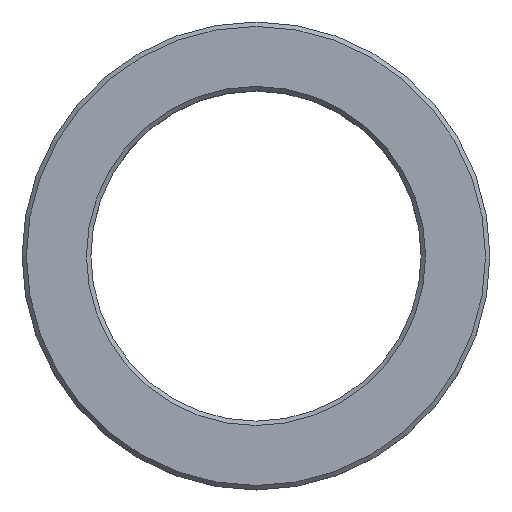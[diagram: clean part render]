
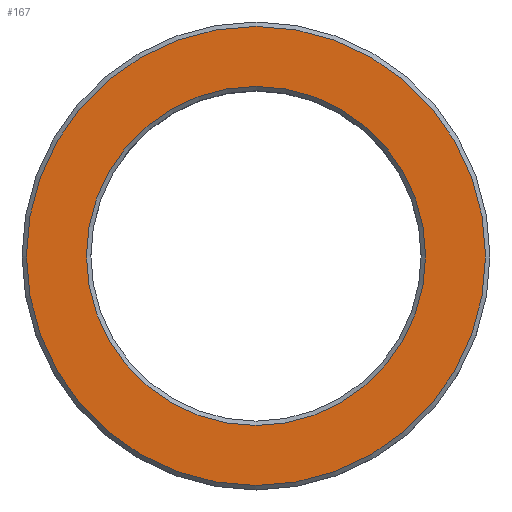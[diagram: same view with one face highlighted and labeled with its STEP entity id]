
A CAD part, top view. The second image highlights one B-rep face of the part: STEP entity #167.
In plain terms, the highlighted planar face has unit normal (0, 0, 1).
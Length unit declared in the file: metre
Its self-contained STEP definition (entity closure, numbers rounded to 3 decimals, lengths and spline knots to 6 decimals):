
#167=ADVANCED_FACE('',(#211,#212),#213,.T.);
#211=FACE_BOUND('',#4783,.T.);
#212=FACE_OUTER_BOUND('',#4784,.T.);
#213=PLANE('',#4785);
#4783=EDGE_LOOP('',(#9394));
#4784=EDGE_LOOP('',(#9395));
#4785=AXIS2_PLACEMENT_3D('',#9396,#9397,#9398);
#9394=ORIENTED_EDGE('',*,*,#9431,.T.);
#9395=ORIENTED_EDGE('',*,*,#9422,.F.);
#9396=CARTESIAN_POINT('',(0.0417,0.0,0.035));
#9397=DIRECTION('',(0.0,0.,1.0));
#9398=DIRECTION('',(0.0,-1.0,0.));
#9422=EDGE_CURVE('',#9456,#9456,#9457,.T.);
#9431=EDGE_CURVE('',#9474,#9474,#9475,.T.);
#9456=VERTEX_POINT('',#9736);
#9457=CIRCLE('',#9737,0.0417);
#9474=VERTEX_POINT('',#9754);
#9475=CIRCLE('',#9755,0.0308);
#9736=CARTESIAN_POINT('',(0.0,0.0417,0.035));
#9737=AXIS2_PLACEMENT_3D('',#9778,#9779,#9780);
#9754=CARTESIAN_POINT('',(0.0,0.0308,0.035));
#9755=AXIS2_PLACEMENT_3D('',#9805,#9806,#9807);
#9778=CARTESIAN_POINT('',(0.0,0.0,0.035));
#9779=DIRECTION('',(0.0,0.,-1.0));
#9780=DIRECTION('',(0.0,1.0,0.));
#9805=CARTESIAN_POINT('',(0.0,0.0,0.035));
#9806=DIRECTION('',(0.0,0.,-1.0));
#9807=DIRECTION('',(0.0,1.0,0.));
